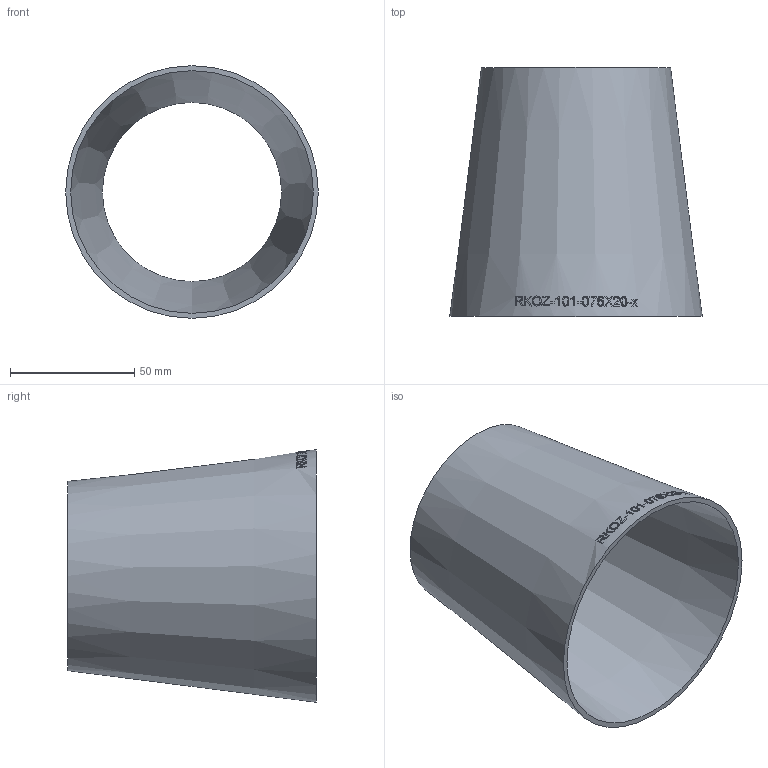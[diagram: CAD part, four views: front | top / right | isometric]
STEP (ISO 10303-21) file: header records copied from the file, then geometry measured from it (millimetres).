
FILE_DESCRIPTION (( 'STEP AP214' ), '1' );
FILE_NAME ('RKOZ-101-076X20-x Reduzierung aus Blech ISO-sonstige 2007.STEP', '2020-07-21T12:24:49', ( '' ), ( '' ), 'SwSTEP 2.0', 'SolidWorks 2019', '' );
FILE_SCHEMA (( 'AUTOMOTIVE_DESIGN' ));
Length unit declared in the file: millimetre
Products named in the file (1): RKOZ-101-076X20-x Reduzierung aus Blech ISO-sonstige 2007
Bounding box: 101.6 x 100 x 101.6 mm (x, y, z)
Volume: 55039.7 mm3; surface area: 56113 mm2
Topology: 1 solids, 1 shells, 202 faces, 531 edges, 354 vertices
Faces by surface type: bspline 175, cone 25, plane 2
Entity records: 23912 total; most frequent: CARTESIAN_POINT 18334, ORIENTED_EDGE 1058, EDGE_CURVE 529, B_SPLINE_CURVE_WITH_KNOTS 525, VERTEX_POINT 354, EDGE_LOOP 229, FACE_OUTER_BOUND 202, ADVANCED_FACE 202
